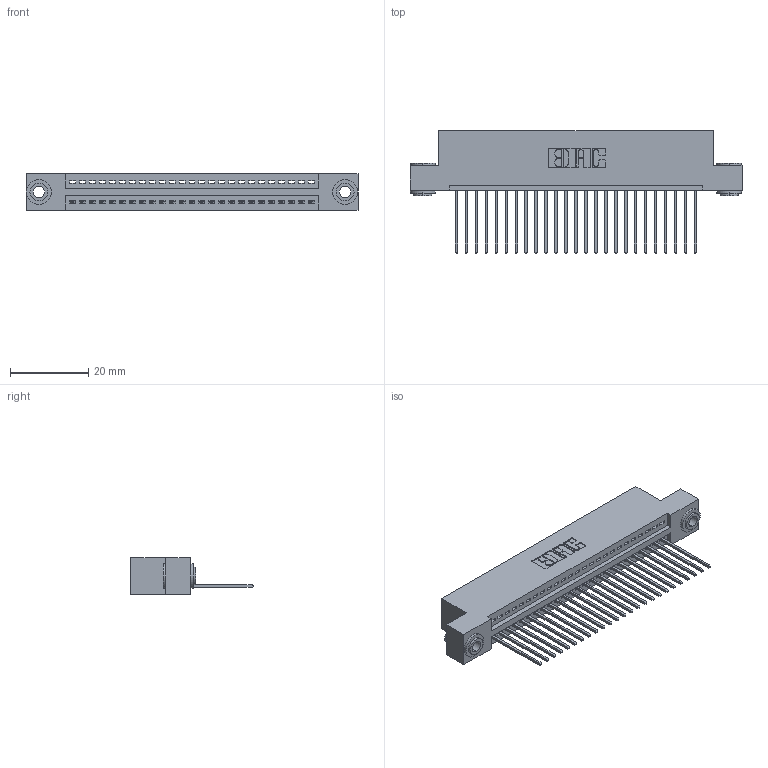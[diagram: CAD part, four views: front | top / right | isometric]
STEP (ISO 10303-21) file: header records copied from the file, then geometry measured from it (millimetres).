
FILE_DESCRIPTION (( 'STEP AP203' ), '1' );
FILE_NAME ('345-025-542-103.STEP', '2018-08-21T12:07:01', ( '' ), ( '' ), 'SwSTEP 2.0', 'SolidWorks 2016', '' );
FILE_SCHEMA (( 'CONFIG_CONTROL_DESIGN' ));
Length unit declared in the file: inch
Products named in the file (4): 345 Part_Flush Mounting Lugs - 0.156 Dia-TH; 345-292-001_345-293-142; 345-250-002_345-250-002-102; 345-025-542-103
Assembly tree (28 placements, depth 2):
  345-025-542-103
    345 Part_Flush Mounting Lugs - 0.156 Dia-TH
    345-292-001_345-293-142  x25
    345-250-002_345-250-002-102  x2
Bounding box: 84.71 x 31.29 x 9.4 mm (x, y, z)
Volume: 7981.5 mm3; surface area: 10941.9 mm2
Topology: 28 solids, 28 shells, 1614 faces, 4817 edges, 3174 vertices
Faces by surface type: plane 1090, cylinder 516, cone 8
Entity records: 21772 total; most frequent: CARTESIAN_POINT 3750, ORIENTED_EDGE 3702, DIRECTION 3331, EDGE_CURVE 1851, LINE 1595, VECTOR 1595, VERTEX_POINT 1230, AXIS2_PLACEMENT_3D 868
